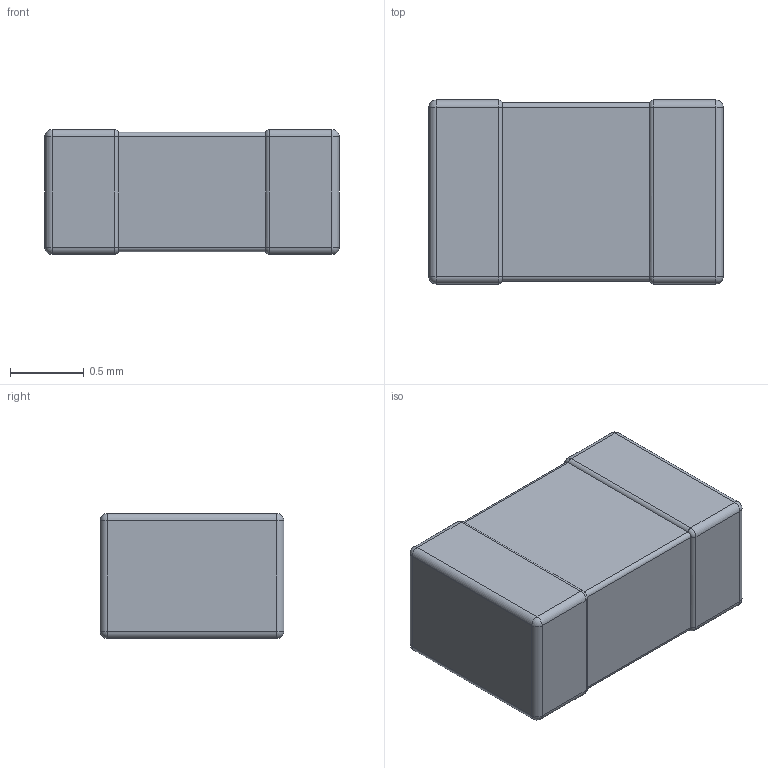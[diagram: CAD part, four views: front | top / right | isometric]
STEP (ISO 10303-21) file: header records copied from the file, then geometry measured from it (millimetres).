
FILE_DESCRIPTION(('STEP AP214'), '1');
FILE_NAME('0805_cap_T0.85', '', ('UNSPECIFIED'), ('UNSPECIFIED'), 'ASCON STEP Converter 1.3', 'ASCON Math Kernel', '');
FILE_SCHEMA(('AUTOMOTIVE_DESIGN { 1 0 10303 214 3 1 1}'));
Length unit declared in the file: millimetre
Bounding box: 2 x 1.25 x 0.85 mm (x, y, z)
Volume: 2 mm3; surface area: 21.5 mm2
Topology: 3 solids, 3 shells, 110 faces, 240 edges, 114 vertices
Faces by surface type: cylinder 52, plane 26, sphere 24, torus 8
Entity records: 3823 total; most frequent: CARTESIAN_POINT 639, DIRECTION 510, ORIENTED_EDGE 416, EDGE_CURVE 208, AXIS2_PLACEMENT_3D 199, COLOUR_RGB 115, PRESENTATION_STYLE_ASSIGNMENT 115, STYLED_ITEM 115
